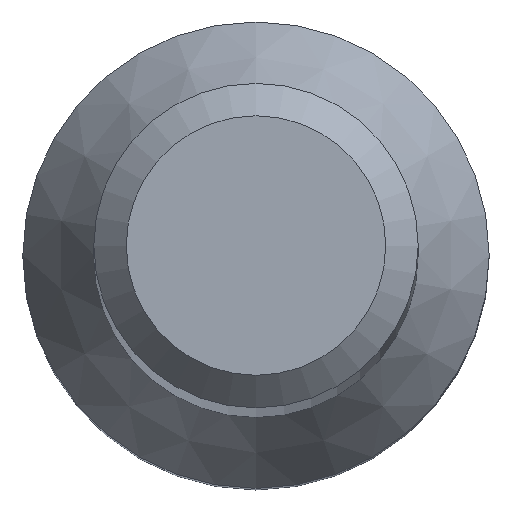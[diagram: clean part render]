
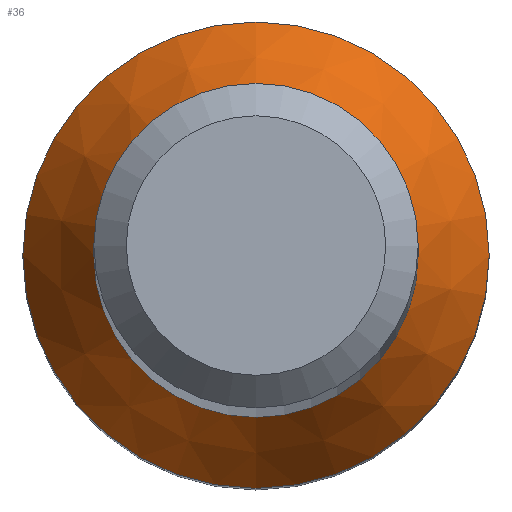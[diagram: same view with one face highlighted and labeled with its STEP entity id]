
A CAD part, top view. The second image highlights one B-rep face of the part: STEP entity #36.
In plain terms, the highlighted conical face has half-angle 30 degrees and reference radius 2.875 mm.
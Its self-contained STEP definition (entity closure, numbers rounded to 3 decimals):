
#7 = FACE_BOUND ( 'NONE', #83, .T. ) ;
#15 = AXIS2_PLACEMENT_3D ( 'NONE', #30, #70, #90 ) ;
#24 = CONICAL_SURFACE ( 'NONE', #100, 2.875, 0.524 ) ;
#28 = CIRCLE ( 'NONE', #206, 2. ) ;
#30 = CARTESIAN_POINT ( 'NONE',  ( 0., 0., 12. ) ) ;
#36 = ADVANCED_FACE ( 'NONE', ( #7, #84 ), #24, .T. ) ;
#42 = DIRECTION ( 'NONE',  ( 0., 0., -1. ) ) ;
#62 = ORIENTED_EDGE ( 'NONE', *, *, #73, .T. ) ;
#70 = DIRECTION ( 'NONE',  ( 0., 0., -1. ) ) ;
#73 = EDGE_CURVE ( 'NONE', #241, #241, #28, .T. ) ;
#83 = EDGE_LOOP ( 'NONE', ( #62 ) ) ;
#84 = FACE_OUTER_BOUND ( 'NONE', #131, .T. ) ;
#90 = DIRECTION ( 'NONE',  ( 0., 1., 0. ) ) ;
#93 = CARTESIAN_POINT ( 'NONE',  ( 0., 2., 13.516 ) ) ;
#98 = ORIENTED_EDGE ( 'NONE', *, *, #184, .F. ) ;
#100 = AXIS2_PLACEMENT_3D ( 'NONE', #235, #116, #106 ) ;
#106 = DIRECTION ( 'NONE',  ( 0., 1., 0. ) ) ;
#109 = CARTESIAN_POINT ( 'NONE',  ( 0., 2.875, 12. ) ) ;
#116 = DIRECTION ( 'NONE',  ( 0., 0., -1. ) ) ;
#131 = EDGE_LOOP ( 'NONE', ( #98 ) ) ;
#143 = CARTESIAN_POINT ( 'NONE',  ( 0., 0., 13.516 ) ) ;
#149 = CIRCLE ( 'NONE', #15, 2.875 ) ;
#184 = EDGE_CURVE ( 'NONE', #204, #204, #149, .T. ) ;
#204 = VERTEX_POINT ( 'NONE', #109 ) ;
#206 = AXIS2_PLACEMENT_3D ( 'NONE', #143, #42, #217 ) ;
#217 = DIRECTION ( 'NONE',  ( 0., 1., 0. ) ) ;
#235 = CARTESIAN_POINT ( 'NONE',  ( 0., 0., 12. ) ) ;
#241 = VERTEX_POINT ( 'NONE', #93 ) ;
